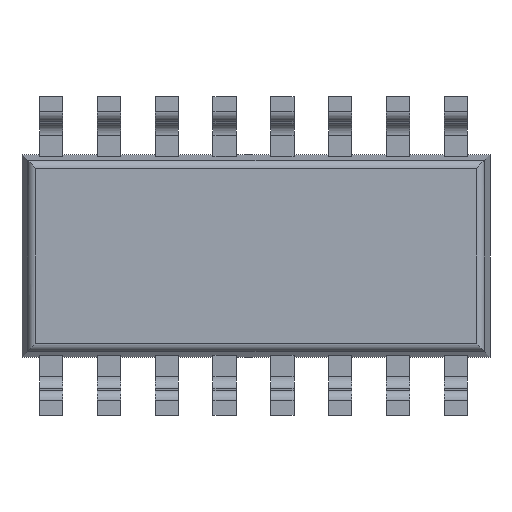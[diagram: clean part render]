
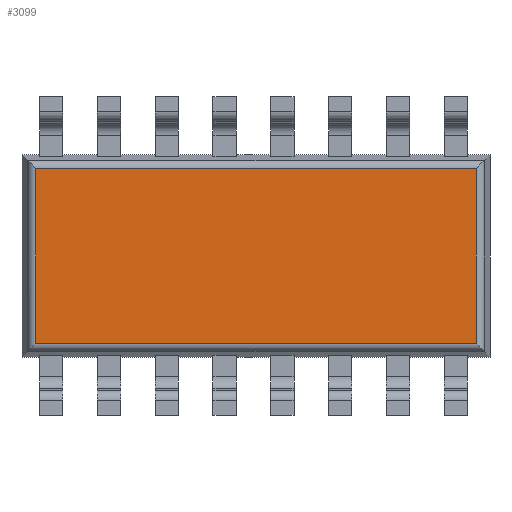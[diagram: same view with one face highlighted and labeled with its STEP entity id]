
A CAD part, front view. The second image highlights one B-rep face of the part: STEP entity #3099.
In plain terms, the highlighted planar face has unit normal (0, -1, 0).
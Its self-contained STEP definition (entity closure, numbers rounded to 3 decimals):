
#44 = DIRECTION ( 'NONE',  ( 0., 0., 1. ) ) ;
#45 = VECTOR ( 'NONE', #44, 1000. ) ;
#46 = CARTESIAN_POINT ( 'NONE',  ( 9.597, 0.166, -1.44 ) ) ;
#47 = LINE ( 'NONE', #46, #45 ) ;
#149 = CARTESIAN_POINT ( 'NONE',  ( 9.597, 0.166, -1.578 ) ) ;
#161 = DIRECTION ( 'NONE',  ( -1., 0., 0. ) ) ;
#162 = VECTOR ( 'NONE', #161, 1000. ) ;
#163 = CARTESIAN_POINT ( 'NONE',  ( -0.385, 0.166, -1.578 ) ) ;
#164 = LINE ( 'NONE', #163, #162 ) ;
#183 = CARTESIAN_POINT ( 'NONE',  ( -0.087, 0.166, -1.578 ) ) ;
#189 = CARTESIAN_POINT ( 'NONE',  ( -0.087, 0.166, -1.44 ) ) ;
#193 = DIRECTION ( 'NONE',  ( 0., 0., -1. ) ) ;
#194 = LINE ( 'NONE', #189, #195 ) ;
#195 = VECTOR ( 'NONE', #193, 1000. ) ;
#3099 = ADVANCED_FACE ( 'NONE', ( #7198 ), #7197, .T. ) ;
#3100 = EDGE_LOOP ( 'NONE', ( #3101, #3284, #3278, #3217 ) ) ;
#3101 = ORIENTED_EDGE ( 'NONE', *, *, #3102, .T. ) ;
#3102 = EDGE_CURVE ( 'NONE', #3103, #3104, #7192, .T. ) ;
#3103 = VERTEX_POINT ( 'NONE', #7188 ) ;
#3104 = VERTEX_POINT ( 'NONE', #7187 ) ;
#3216 = VERTEX_POINT ( 'NONE', #183 ) ;
#3217 = ORIENTED_EDGE ( 'NONE', *, *, #3283, .T. ) ;
#3226 = EDGE_CURVE ( 'NONE', #3230, #3216, #164, .T. ) ;
#3230 = VERTEX_POINT ( 'NONE', #149 ) ;
#3277 = EDGE_CURVE ( 'NONE', #3104, #3230, #47, .T. ) ;
#3278 = ORIENTED_EDGE ( 'NONE', *, *, #3226, .T. ) ;
#3283 = EDGE_CURVE ( 'NONE', #3216, #3103, #194, .T. ) ;
#3284 = ORIENTED_EDGE ( 'NONE', *, *, #3277, .T. ) ;
#7187 = CARTESIAN_POINT ( 'NONE',  ( 9.597, 0.166, -5.422 ) ) ;
#7188 = CARTESIAN_POINT ( 'NONE',  ( -0.087, 0.166, -5.422 ) ) ;
#7189 = DIRECTION ( 'NONE',  ( 1., 0., 0. ) ) ;
#7190 = VECTOR ( 'NONE', #7189, 1000. ) ;
#7191 = CARTESIAN_POINT ( 'NONE',  ( -0.385, 0.166, -5.422 ) ) ;
#7192 = LINE ( 'NONE', #7191, #7190 ) ;
#7193 = DIRECTION ( 'NONE',  ( 0., 0., -1. ) ) ;
#7194 = DIRECTION ( 'NONE',  ( 0., -1., 0. ) ) ;
#7195 = CARTESIAN_POINT ( 'NONE',  ( -0.385, 0.166, -1.44 ) ) ;
#7196 = AXIS2_PLACEMENT_3D ( 'NONE', #7195, #7194, #7193 ) ;
#7197 = PLANE ( 'NONE',  #7196 ) ;
#7198 = FACE_OUTER_BOUND ( 'NONE', #3100, .T. ) ;
